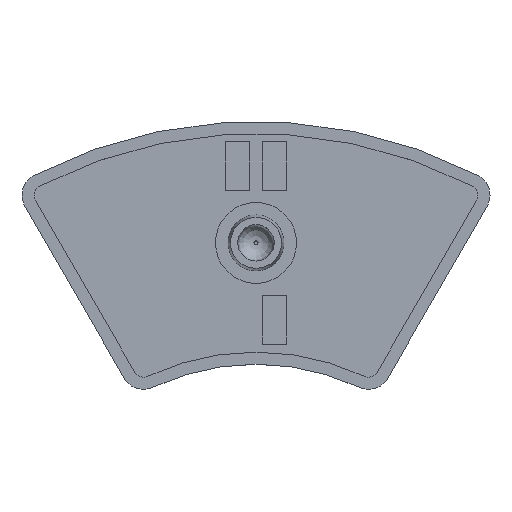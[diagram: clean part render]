
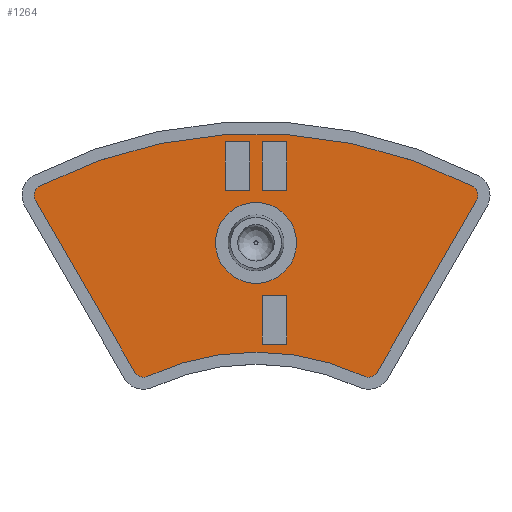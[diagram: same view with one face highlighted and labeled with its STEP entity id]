
A CAD part, top view. The second image highlights one B-rep face of the part: STEP entity #1264.
In plain terms, the highlighted planar face has unit normal (0, 0, 1).
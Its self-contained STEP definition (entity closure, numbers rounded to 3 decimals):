
#83=CARTESIAN_POINT('',(0.8,-6.51,-1.0));
#84=VERTEX_POINT('',#83);
#91=CARTESIAN_POINT('',(0.8,-12.51,-1.0));
#92=VERTEX_POINT('',#91);
#93=CARTESIAN_POINT('',(0.8,-12.51,-1.0));
#94=DIRECTION('',(0.0,1.0,0.0));
#95=VECTOR('',#94,6.);
#96=LINE('',#93,#95);
#97=EDGE_CURVE('',#92,#84,#96,.T.);
#121=CARTESIAN_POINT('',(3.8,-6.51,-1.0));
#122=VERTEX_POINT('',#121);
#129=CARTESIAN_POINT('',(0.8,-6.51,-1.0));
#130=DIRECTION('',(1.0,0.0,0.0));
#131=VECTOR('',#130,3.);
#132=LINE('',#129,#131);
#133=EDGE_CURVE('',#84,#122,#132,.T.);
#152=CARTESIAN_POINT('',(3.8,-12.51,-1.0));
#153=VERTEX_POINT('',#152);
#160=CARTESIAN_POINT('',(3.8,-6.51,-1.0));
#161=DIRECTION('',(0.0,-1.0,0.0));
#162=VECTOR('',#161,6.);
#163=LINE('',#160,#162);
#164=EDGE_CURVE('',#122,#153,#163,.T.);
#182=CARTESIAN_POINT('',(3.8,-12.51,-1.0));
#183=DIRECTION('',(-1.0,0.0,0.0));
#184=VECTOR('',#183,3.0);
#185=LINE('',#182,#184);
#186=EDGE_CURVE('',#153,#92,#185,.T.);
#219=CARTESIAN_POINT('',(-0.8,6.5,-1.0));
#220=VERTEX_POINT('',#219);
#227=CARTESIAN_POINT('',(-0.8,12.5,-1.0));
#228=VERTEX_POINT('',#227);
#229=CARTESIAN_POINT('',(-0.8,12.5,-1.0));
#230=DIRECTION('',(0.0,-1.0,0.0));
#231=VECTOR('',#230,6.0);
#232=LINE('',#229,#231);
#233=EDGE_CURVE('',#228,#220,#232,.T.);
#258=CARTESIAN_POINT('',(-3.8,12.5,-1.0));
#259=VERTEX_POINT('',#258);
#260=CARTESIAN_POINT('',(-3.8,12.5,-1.0));
#261=DIRECTION('',(1.0,0.0,0.0));
#262=VECTOR('',#261,3.);
#263=LINE('',#260,#262);
#264=EDGE_CURVE('',#259,#228,#263,.T.);
#289=CARTESIAN_POINT('',(-3.8,6.5,-1.0));
#290=VERTEX_POINT('',#289);
#291=CARTESIAN_POINT('',(-3.8,6.5,-1.0));
#292=DIRECTION('',(0.0,1.0,0.0));
#293=VECTOR('',#292,6.0);
#294=LINE('',#291,#293);
#295=EDGE_CURVE('',#290,#259,#294,.T.);
#318=CARTESIAN_POINT('',(-0.8,6.5,-1.0));
#319=DIRECTION('',(-1.0,0.0,0.0));
#320=VECTOR('',#319,3.0);
#321=LINE('',#318,#320);
#322=EDGE_CURVE('',#220,#290,#321,.T.);
#355=CARTESIAN_POINT('',(0.8,12.5,-1.0));
#356=VERTEX_POINT('',#355);
#363=CARTESIAN_POINT('',(0.8,6.5,-1.0));
#364=VERTEX_POINT('',#363);
#365=CARTESIAN_POINT('',(0.8,6.5,-1.0));
#366=DIRECTION('',(0.0,1.0,0.0));
#367=VECTOR('',#366,6.0);
#368=LINE('',#365,#367);
#369=EDGE_CURVE('',#364,#356,#368,.T.);
#393=CARTESIAN_POINT('',(3.8,12.5,-1.0));
#394=VERTEX_POINT('',#393);
#401=CARTESIAN_POINT('',(0.8,12.5,-1.0));
#402=DIRECTION('',(1.0,0.0,0.0));
#403=VECTOR('',#402,3.);
#404=LINE('',#401,#403);
#405=EDGE_CURVE('',#356,#394,#404,.T.);
#424=CARTESIAN_POINT('',(3.8,6.5,-1.0));
#425=VERTEX_POINT('',#424);
#432=CARTESIAN_POINT('',(3.8,12.5,-1.0));
#433=DIRECTION('',(0.0,-1.0,0.0));
#434=VECTOR('',#433,6.0);
#435=LINE('',#432,#434);
#436=EDGE_CURVE('',#394,#425,#435,.T.);
#454=CARTESIAN_POINT('',(3.8,6.5,-1.0));
#455=DIRECTION('',(-1.0,0.0,0.0));
#456=VECTOR('',#455,3.0);
#457=LINE('',#454,#456);
#458=EDGE_CURVE('',#425,#364,#457,.T.);
#983=CARTESIAN_POINT('',(27.263,5.288,-1.0));
#984=VERTEX_POINT('',#983);
#985=CARTESIAN_POINT('',(26.752,7.025,-1.0));
#986=VERTEX_POINT('',#985);
#987=CARTESIAN_POINT('',(26.18,5.913,-1.0));
#988=DIRECTION('',(0.0,0.0,1.0));
#989=DIRECTION('',(0.959,0.282,0.0));
#990=AXIS2_PLACEMENT_3D('',#987,#988,#989);
#991=CIRCLE('',#990,1.25);
#992=EDGE_CURVE('',#984,#986,#991,.T.);
#1026=CARTESIAN_POINT('',(14.987,-15.973,-1.0));
#1027=VERTEX_POINT('',#1026);
#1028=CARTESIAN_POINT('',(14.987,-15.973,-1.0));
#1029=DIRECTION('',(0.5,0.866,0.0));
#1030=VECTOR('',#1029,24.551);
#1031=LINE('',#1028,#1030);
#1032=EDGE_CURVE('',#1027,#984,#1031,.T.);
#1056=CARTESIAN_POINT('',(13.374,-16.48,-1.0));
#1057=VERTEX_POINT('',#1056);
#1058=CARTESIAN_POINT('',(13.905,-15.348,-1.0));
#1059=DIRECTION('',(0.0,0.0,1.0));
#1060=DIRECTION('',(0.3,-0.954,0.0));
#1061=AXIS2_PLACEMENT_3D('',#1058,#1059,#1060);
#1062=CIRCLE('',#1061,1.25);
#1063=EDGE_CURVE('',#1057,#1027,#1062,.T.);
#1090=CARTESIAN_POINT('',(-13.374,-16.48,-1.0));
#1091=VERTEX_POINT('',#1090);
#1092=CARTESIAN_POINT('',(0.0,-45.0,-1.0));
#1093=DIRECTION('',(0.0,0.0,-1.0));
#1094=DIRECTION('',(-0.457,-0.889,0.0));
#1095=AXIS2_PLACEMENT_3D('',#1092,#1093,#1094);
#1096=CIRCLE('',#1095,31.5);
#1097=EDGE_CURVE('',#1091,#1057,#1096,.T.);
#1122=CARTESIAN_POINT('',(-14.987,-15.973,-1.0));
#1123=VERTEX_POINT('',#1122);
#1124=CARTESIAN_POINT('',(-13.905,-15.348,-1.0));
#1125=DIRECTION('',(0.0,0.0,1.0));
#1126=DIRECTION('',(-0.3,-0.954,0.0));
#1127=AXIS2_PLACEMENT_3D('',#1124,#1125,#1126);
#1128=CIRCLE('',#1127,1.25);
#1129=EDGE_CURVE('',#1123,#1091,#1128,.T.);
#1156=CARTESIAN_POINT('',(-27.263,5.288,-1.0));
#1157=VERTEX_POINT('',#1156);
#1158=CARTESIAN_POINT('',(-27.263,5.288,-1.0));
#1159=DIRECTION('',(0.5,-0.866,0.0));
#1160=VECTOR('',#1159,24.551);
#1161=LINE('',#1158,#1160);
#1162=EDGE_CURVE('',#1157,#1123,#1161,.T.);
#1186=CARTESIAN_POINT('',(-26.752,7.025,-1.0));
#1187=VERTEX_POINT('',#1186);
#1188=CARTESIAN_POINT('',(-26.18,5.913,-1.0));
#1189=DIRECTION('',(0.0,0.0,1.0));
#1190=DIRECTION('',(-0.959,0.282,0.0));
#1191=AXIS2_PLACEMENT_3D('',#1188,#1189,#1190);
#1192=CIRCLE('',#1191,1.25);
#1193=EDGE_CURVE('',#1187,#1157,#1192,.T.);
#1214=CARTESIAN_POINT('',(0.,-0.787,-1.0));
#1215=DIRECTION('',(0.0,0.0,1.0));
#1216=DIRECTION('',(1.0,0.0,0.0));
#1217=AXIS2_PLACEMENT_3D('',#1214,#1215,#1216);
#1218=PLANE('',#1217);
#1219=ORIENTED_EDGE('',*,*,#992,.T.);
#1220=CARTESIAN_POINT('',(0.0,-45.0,-1.0));
#1221=DIRECTION('',(0.0,0.0,1.0));
#1222=DIRECTION('',(0.477,0.879,0.0));
#1223=AXIS2_PLACEMENT_3D('',#1220,#1221,#1222);
#1224=CIRCLE('',#1223,58.5);
#1225=EDGE_CURVE('',#986,#1187,#1224,.T.);
#1226=ORIENTED_EDGE('',*,*,#1225,.T.);
#1227=ORIENTED_EDGE('',*,*,#1193,.T.);
#1228=ORIENTED_EDGE('',*,*,#1162,.T.);
#1229=ORIENTED_EDGE('',*,*,#1129,.T.);
#1230=ORIENTED_EDGE('',*,*,#1097,.T.);
#1231=ORIENTED_EDGE('',*,*,#1063,.T.);
#1232=ORIENTED_EDGE('',*,*,#1032,.T.);
#1233=EDGE_LOOP('',(#1219,#1226,#1227,#1228,#1229,#1230,#1231,#1232));
#1234=FACE_OUTER_BOUND('',#1233,.T.);
#1235=ORIENTED_EDGE('',*,*,#97,.T.);
#1236=ORIENTED_EDGE('',*,*,#133,.T.);
#1237=ORIENTED_EDGE('',*,*,#164,.T.);
#1238=ORIENTED_EDGE('',*,*,#186,.T.);
#1239=EDGE_LOOP('',(#1235,#1236,#1237,#1238));
#1240=FACE_BOUND('',#1239,.T.);
#1241=ORIENTED_EDGE('',*,*,#233,.T.);
#1242=ORIENTED_EDGE('',*,*,#322,.T.);
#1243=ORIENTED_EDGE('',*,*,#295,.T.);
#1244=ORIENTED_EDGE('',*,*,#264,.T.);
#1245=EDGE_LOOP('',(#1241,#1242,#1243,#1244));
#1246=FACE_BOUND('',#1245,.T.);
#1247=ORIENTED_EDGE('',*,*,#369,.T.);
#1248=ORIENTED_EDGE('',*,*,#405,.T.);
#1249=ORIENTED_EDGE('',*,*,#436,.T.);
#1250=ORIENTED_EDGE('',*,*,#458,.T.);
#1251=EDGE_LOOP('',(#1247,#1248,#1249,#1250));
#1252=FACE_BOUND('',#1251,.T.);
#1253=CARTESIAN_POINT('',(5.,0.0,-1.0));
#1254=VERTEX_POINT('',#1253);
#1255=CARTESIAN_POINT('',(0.0,0.0,-1.0));
#1256=DIRECTION('',(0.0,0.0,-1.0));
#1257=DIRECTION('',(1.0,0.0,0.0));
#1258=AXIS2_PLACEMENT_3D('',#1255,#1256,#1257);
#1259=CIRCLE('',#1258,5.);
#1260=EDGE_CURVE('',#1254,#1254,#1259,.T.);
#1261=ORIENTED_EDGE('',*,*,#1260,.T.);
#1262=EDGE_LOOP('',(#1261));
#1263=FACE_BOUND('',#1262,.T.);
#1264=ADVANCED_FACE('',(#1234,#1240,#1246,#1252,#1263),#1218,.T.);
